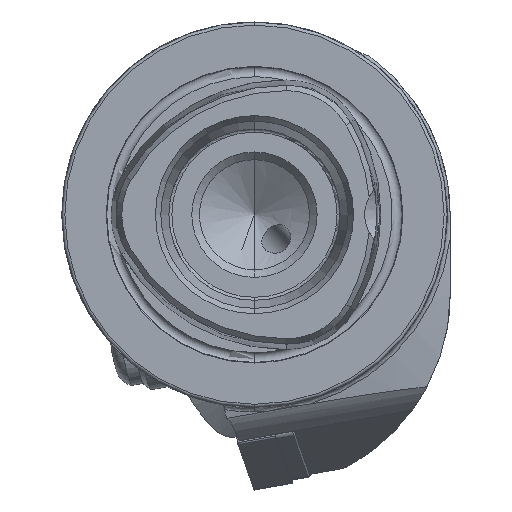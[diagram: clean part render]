
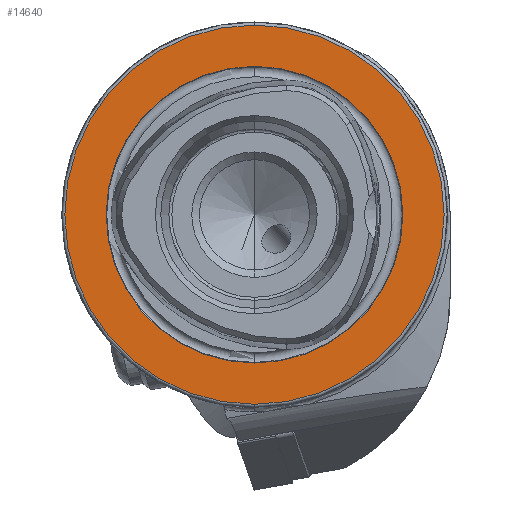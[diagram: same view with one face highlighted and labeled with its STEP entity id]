
A CAD part, left-side view. The second image highlights one B-rep face of the part: STEP entity #14640.
In plain terms, the highlighted planar face has unit normal (-1, 0, 0).
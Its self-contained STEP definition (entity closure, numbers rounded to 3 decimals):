
#1371 = DIRECTION ( 'NONE',  ( 0., 0., 1. ) ) ;
#1372 = DIRECTION ( 'NONE',  ( -1., 0., 0. ) ) ;
#1375 = CARTESIAN_POINT ( 'NONE',  ( 0., 0., 0. ) ) ;
#1377 = DIRECTION ( 'NONE',  ( 0., 0., 1. ) ) ;
#1378 = DIRECTION ( 'NONE',  ( -1., 0., 0. ) ) ;
#1379 = CARTESIAN_POINT ( 'NONE',  ( 0., 0., 0. ) ) ;
#1674 = EDGE_CURVE ( 'NONE', #10742, #10745, #6295, .T. ) ;
#1675 = EDGE_CURVE ( 'NONE', #10744, #10739, #6294, .T. ) ;
#1978 = CARTESIAN_POINT ( 'NONE',  ( 0., 0., 0. ) ) ;
#1979 = DIRECTION ( 'NONE',  ( -1., 0., 0. ) ) ;
#1980 = DIRECTION ( 'NONE',  ( 0., 0., 1. ) ) ;
#1988 = CARTESIAN_POINT ( 'NONE',  ( 0., 0., 0. ) ) ;
#1989 = DIRECTION ( 'NONE',  ( -1., 0., 0. ) ) ;
#1990 = DIRECTION ( 'NONE',  ( 0., 0., 1. ) ) ;
#3543 = CARTESIAN_POINT ( 'NONE',  ( 0., 24.25, 0. ) ) ;
#3546 = PLANE ( 'NONE',  #8129 ) ;
#3548 = DIRECTION ( 'NONE',  ( 1., 0., 0. ) ) ;
#3549 = DIRECTION ( 'NONE',  ( 0., 0., -1. ) ) ;
#5763 = AXIS2_PLACEMENT_3D ( 'NONE', #1978, #1979, #1980 ) ;
#5766 = AXIS2_PLACEMENT_3D ( 'NONE', #1988, #1989, #1990 ) ;
#6294 = CIRCLE ( 'NONE', #11563, 24.25 ) ;
#6295 = CIRCLE ( 'NONE', #11562, 31. ) ;
#8129 = AXIS2_PLACEMENT_3D ( 'NONE', #3543, #3548, #3549 ) ;
#9134 = CIRCLE ( 'NONE', #5763, 24.25 ) ;
#9146 = CIRCLE ( 'NONE', #5766, 31. ) ;
#9799 = CARTESIAN_POINT ( 'NONE',  ( 0., 0., -24.25 ) ) ;
#9802 = CARTESIAN_POINT ( 'NONE',  ( 0., 0., -31. ) ) ;
#9804 = CARTESIAN_POINT ( 'NONE',  ( 0., 0., 24.25 ) ) ;
#9805 = CARTESIAN_POINT ( 'NONE',  ( 0., 0., 31. ) ) ;
#10739 = VERTEX_POINT ( 'NONE', #9799 ) ;
#10742 = VERTEX_POINT ( 'NONE', #9802 ) ;
#10744 = VERTEX_POINT ( 'NONE', #9804 ) ;
#10745 = VERTEX_POINT ( 'NONE', #9805 ) ;
#10999 = EDGE_LOOP ( 'NONE', ( #14754, #14753 ) ) ;
#11000 = EDGE_LOOP ( 'NONE', ( #14751, #14750 ) ) ;
#11562 = AXIS2_PLACEMENT_3D ( 'NONE', #1379, #1378, #1377 ) ;
#11563 = AXIS2_PLACEMENT_3D ( 'NONE', #1375, #1372, #1371 ) ;
#13131 = EDGE_CURVE ( 'NONE', #10739, #10744, #9134, .T. ) ;
#13135 = EDGE_CURVE ( 'NONE', #10745, #10742, #9146, .T. ) ;
#13979 = FACE_BOUND ( 'NONE', #10999, .T. ) ;
#13993 = FACE_OUTER_BOUND ( 'NONE', #11000, .T. ) ;
#14640 = ADVANCED_FACE ( 'NONE', ( #13979, #13993 ), #3546, .F. ) ;
#14750 = ORIENTED_EDGE ( 'NONE', *, *, #1674, .T. ) ;
#14751 = ORIENTED_EDGE ( 'NONE', *, *, #13135, .T. ) ;
#14753 = ORIENTED_EDGE ( 'NONE', *, *, #13131, .F. ) ;
#14754 = ORIENTED_EDGE ( 'NONE', *, *, #1675, .F. ) ;
